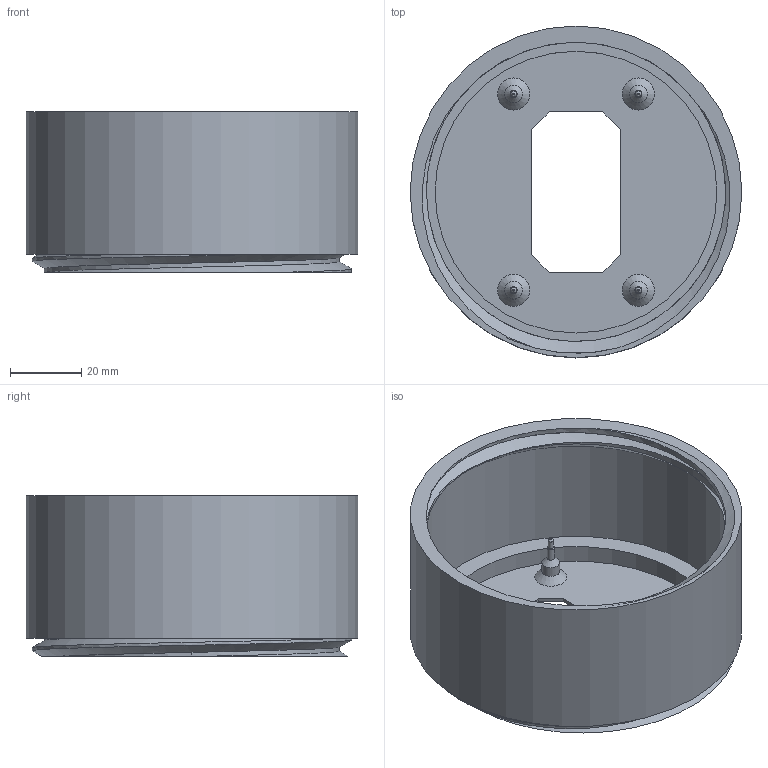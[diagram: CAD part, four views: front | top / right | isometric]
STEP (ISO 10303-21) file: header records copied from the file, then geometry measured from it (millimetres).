
FILE_DESCRIPTION(/* description */ (''),/* implementation_level */ '2;1');
FILE_NAME(/* name */ '29467c41-7d80-4d74-aa3f-ad4f9fbe0410.stp',/* time_stamp */ '2022-06-07T19:21:40Z',/* author */ (''),/* organization */ (''),/* preprocessor_version */ 'ST-DEVELOPER v19',/* originating_system */ 'Autodesk Translation Framework v11.7.0.108',/* authorisation */ '');
FILE_SCHEMA (('AUTOMOTIVE_DESIGN { 1 0 10303 214 3 1 1 }'));
Length unit declared in the file: millimetre
Products named in the file (1): Messzelle
Bounding box: 93 x 93 x 45 mm (x, y, z)
Volume: 35888.2 mm3; surface area: 39954.1 mm2
Topology: 1 solids, 1 shells, 60 faces, 126 edges, 75 vertices
Faces by surface type: cylinder 21, plane 18, cone 13, bspline 8
Full cylindrical faces by diameter (mm): 1.5 x4, 2 x4, 5 x4, 79 x1, 89 x1, 93 x1
Entity records: 3458 total; most frequent: CARTESIAN_POINT 2162, DIRECTION 266, ORIENTED_EDGE 252, EDGE_CURVE 126, AXIS2_PLACEMENT_3D 106, VERTEX_POINT 75, EDGE_LOOP 69, FACE_OUTER_BOUND 60
